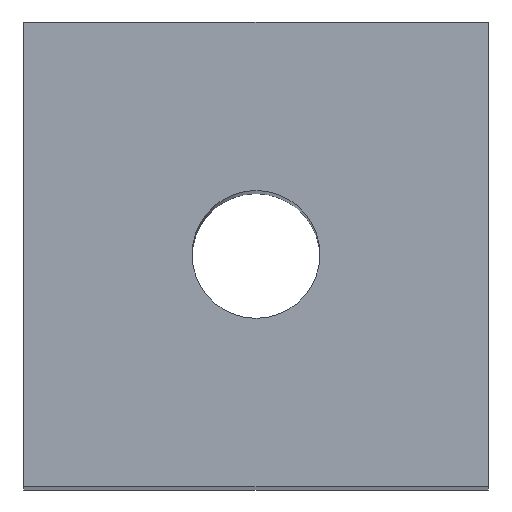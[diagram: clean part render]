
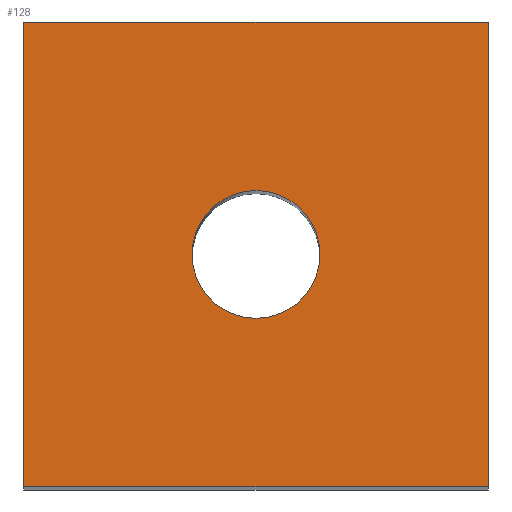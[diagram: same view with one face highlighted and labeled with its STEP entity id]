
A CAD part, top view. The second image highlights one B-rep face of the part: STEP entity #128.
In plain terms, the highlighted planar face has unit normal (0, 0, 1).
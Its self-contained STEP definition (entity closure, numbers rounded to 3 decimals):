
#20=CIRCLE('',#148,2.75);
#33=ORIENTED_EDGE('',*,*,#58,.T.);
#34=ORIENTED_EDGE('',*,*,#60,.F.);
#35=ORIENTED_EDGE('',*,*,#61,.F.);
#36=ORIENTED_EDGE('',*,*,#53,.F.);
#37=ORIENTED_EDGE('',*,*,#57,.F.);
#53=EDGE_CURVE('',#67,#68,#77,.T.);
#57=EDGE_CURVE('',#70,#67,#81,.T.);
#58=EDGE_CURVE('',#71,#71,#20,.T.);
#60=EDGE_CURVE('',#73,#70,#82,.T.);
#61=EDGE_CURVE('',#68,#73,#83,.T.);
#67=VERTEX_POINT('',#192);
#68=VERTEX_POINT('',#194);
#70=VERTEX_POINT('',#200);
#71=VERTEX_POINT('',#204);
#73=VERTEX_POINT('',#209);
#77=LINE('',#193,#89);
#81=LINE('',#201,#93);
#82=LINE('',#208,#94);
#83=LINE('',#210,#95);
#89=VECTOR('',#160,1000.);
#93=VECTOR('',#166,1000.);
#94=VECTOR('',#175,1000.);
#95=VECTOR('',#176,1000.);
#103=EDGE_LOOP('',(#33));
#104=EDGE_LOOP('',(#34,#35,#36,#37));
#113=FACE_BOUND('',#103,.T.);
#114=FACE_BOUND('',#104,.T.);
#121=PLANE('',#150);
#128=ADVANCED_FACE('',(#113,#114),#121,.F.);
#148=AXIS2_PLACEMENT_3D('',#203,#169,#170);
#150=AXIS2_PLACEMENT_3D('',#207,#173,#174);
#160=DIRECTION('',(1.,0.,0.));
#166=DIRECTION('',(0.,1.,0.));
#169=DIRECTION('',(0.,0.,-1.));
#170=DIRECTION('',(1.,0.,0.));
#173=DIRECTION('',(0.,0.,-1.));
#174=DIRECTION('',(-1.,0.,0.));
#175=DIRECTION('',(-1.,0.,0.));
#176=DIRECTION('',(0.,-1.,0.));
#192=CARTESIAN_POINT('',(-109.879,105.062,90.));
#193=CARTESIAN_POINT('',(-109.879,105.062,90.));
#194=CARTESIAN_POINT('',(-89.879,105.062,90.));
#200=CARTESIAN_POINT('',(-109.879,85.062,90.));
#201=CARTESIAN_POINT('',(-109.879,-4.938,90.));
#203=CARTESIAN_POINT('',(-99.879,95.062,90.));
#204=CARTESIAN_POINT('',(-97.129,95.062,90.));
#207=CARTESIAN_POINT('',(0.,0.,90.));
#208=CARTESIAN_POINT('',(-79.68,85.062,90.));
#209=CARTESIAN_POINT('',(-89.879,85.062,90.));
#210=CARTESIAN_POINT('',(-89.879,-4.938,90.));
